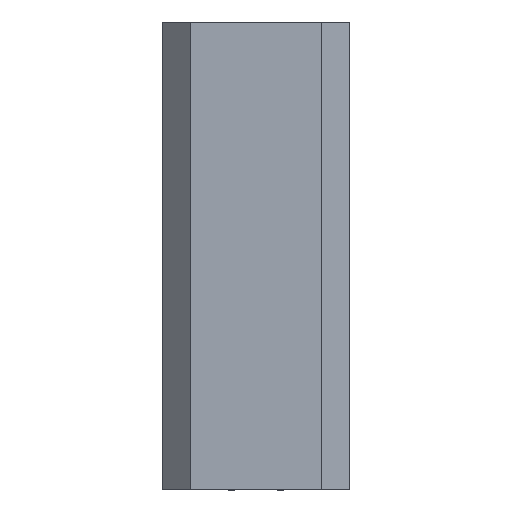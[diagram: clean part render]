
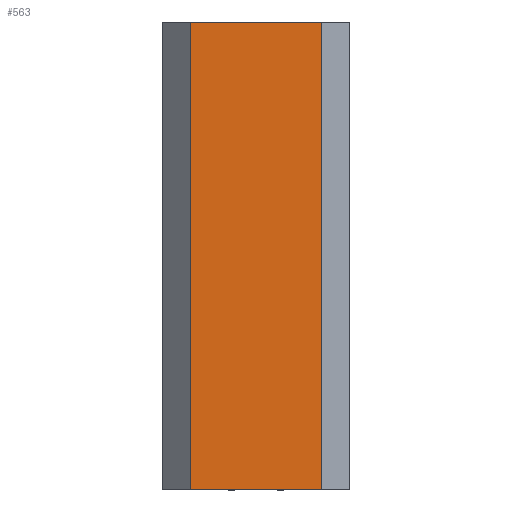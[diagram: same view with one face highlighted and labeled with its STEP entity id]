
A CAD part, top view. The second image highlights one B-rep face of the part: STEP entity #563.
In plain terms, the highlighted planar face has unit normal (0, 0, 1).
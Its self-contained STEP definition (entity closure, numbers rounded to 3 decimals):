
#37=FACE_OUTER_BOUND('',#65,.T.);
#65=EDGE_LOOP('',(#445,#446,#447,#448));
#137=LINE('',#882,#215);
#138=LINE('',#885,#216);
#139=LINE('',#887,#217);
#140=LINE('',#888,#218);
#215=VECTOR('',#723,10.);
#216=VECTOR('',#726,10.);
#217=VECTOR('',#727,10.);
#218=VECTOR('',#728,10.);
#271=VERTEX_POINT('',#878);
#272=VERTEX_POINT('',#880);
#273=VERTEX_POINT('',#884);
#274=VERTEX_POINT('',#886);
#345=EDGE_CURVE('',#271,#272,#137,.T.);
#346=EDGE_CURVE('',#271,#273,#138,.T.);
#347=EDGE_CURVE('',#274,#272,#139,.T.);
#348=EDGE_CURVE('',#273,#274,#140,.T.);
#445=ORIENTED_EDGE('',*,*,#346,.F.);
#446=ORIENTED_EDGE('',*,*,#345,.T.);
#447=ORIENTED_EDGE('',*,*,#347,.F.);
#448=ORIENTED_EDGE('',*,*,#348,.F.);
#535=PLANE('',#605);
#563=ADVANCED_FACE('',(#37),#535,.T.);
#605=AXIS2_PLACEMENT_3D('',#883,#724,#725);
#723=DIRECTION('',(0.,1.,0.));
#724=DIRECTION('center_axis',(0.,0.,1.));
#725=DIRECTION('ref_axis',(1.,0.,0.));
#726=DIRECTION('',(-1.,0.,0.));
#727=DIRECTION('',(1.,0.,0.));
#728=DIRECTION('',(0.,1.,0.));
#878=CARTESIAN_POINT('',(7.,0.,13.));
#880=CARTESIAN_POINT('',(7.,50.,13.));
#882=CARTESIAN_POINT('',(7.,0.,13.));
#883=CARTESIAN_POINT('Origin',(-7.,0.,13.));
#884=CARTESIAN_POINT('',(-7.,0.,13.));
#885=CARTESIAN_POINT('',(10.,0.,13.));
#886=CARTESIAN_POINT('',(-7.,50.,13.));
#887=CARTESIAN_POINT('',(10.,50.,13.));
#888=CARTESIAN_POINT('',(-7.,0.,13.));
